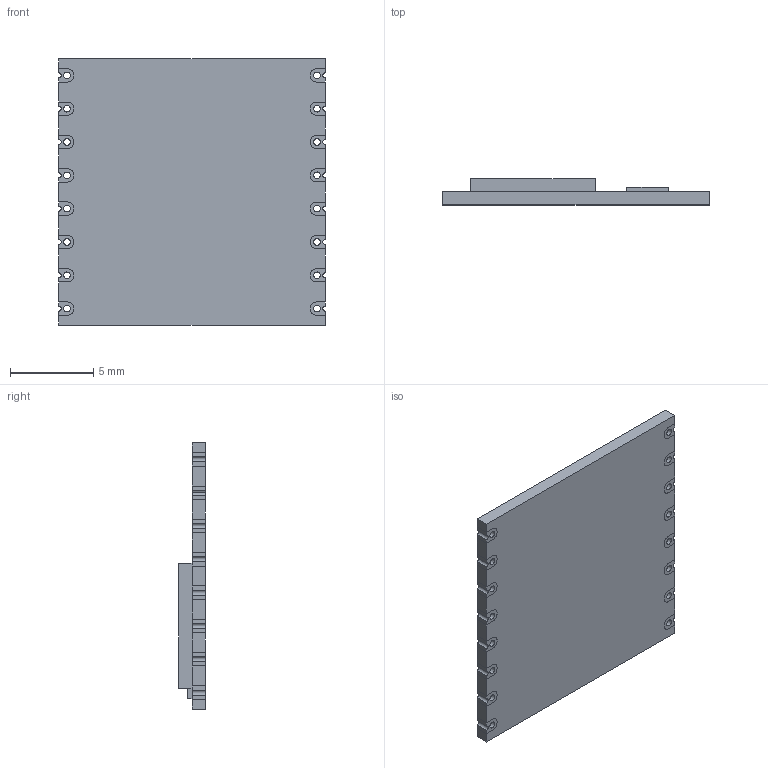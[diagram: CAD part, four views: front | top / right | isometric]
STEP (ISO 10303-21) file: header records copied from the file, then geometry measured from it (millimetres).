
FILE_DESCRIPTION(/* description */ (''),/* implementation_level */ '2;1');
FILE_NAME(/* name */ 'HopeRF RFM95W v4.step',/* time_stamp */ '2018-10-12T12:13:09+02:00',/* author */ (''),/* organization */ (''),/* preprocessor_version */ 'ST-DEVELOPER v17.2',/* originating_system */ 'Autodesk Translation Framework v7.6.0.251',/* authorisation */ '');
FILE_SCHEMA (('AUTOMOTIVE_DESIGN { 1 0 10303 214 3 1 1 }'));
Length unit declared in the file: millimetre
Products named in the file (1): HopeRF RFM95W
Bounding box: 16 x 1.6 x 16 mm (x, y, z)
Volume: 250.3 mm3; surface area: 662.7 mm2
Topology: 17 solids, 17 shells, 289 faces, 759 edges, 506 vertices
Faces by surface type: plane 192, cylinder 97
Full cylindrical faces by diameter (mm): 0.4 x16
Entity records: 9019 total; most frequent: CARTESIAN_POINT 1555, DIRECTION 1533, ORIENTED_EDGE 1518, EDGE_CURVE 759, LINE 565, VECTOR 565, VERTEX_POINT 506, AXIS2_PLACEMENT_3D 484
